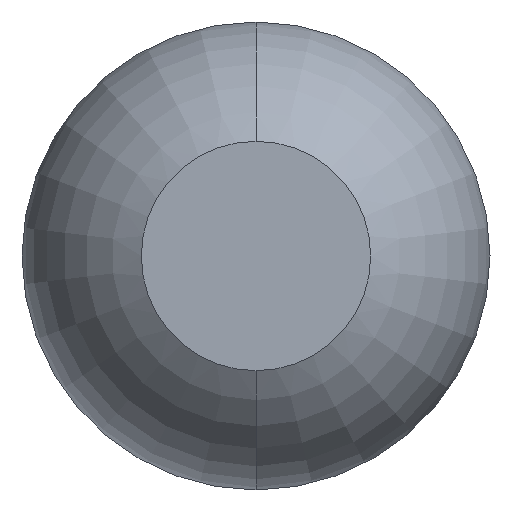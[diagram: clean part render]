
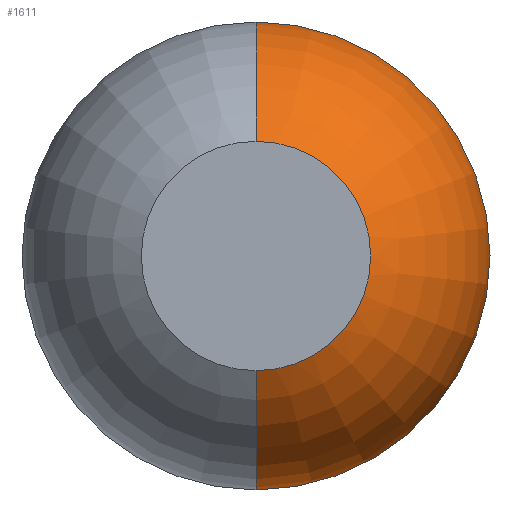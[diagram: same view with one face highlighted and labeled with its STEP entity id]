
A CAD part, front view. The second image highlights one B-rep face of the part: STEP entity #1611.
In plain terms, the highlighted toroidal (fillet/blend) face has major radius 0.01 mm and minor radius 0.5 mm.
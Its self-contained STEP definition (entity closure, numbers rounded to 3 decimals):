
#44 = VERTEX_POINT ( 'NONE', #1494 ) ;
#54 = DIRECTION ( 'NONE',  ( -1., 0., 0. ) ) ;
#374 = DIRECTION ( 'NONE',  ( 0., 0., 1. ) ) ;
#391 = EDGE_LOOP ( 'NONE', ( #3767, #479, #495, #3592 ) ) ;
#399 = CARTESIAN_POINT ( 'NONE',  ( 0., -27.4, 0.25 ) ) ;
#416 = DIRECTION ( 'NONE',  ( 0., 0., -1. ) ) ;
#428 = CIRCLE ( 'NONE', #582, 0.5 ) ;
#449 = VERTEX_POINT ( 'NONE', #399 ) ;
#479 = ORIENTED_EDGE ( 'NONE', *, *, #1228, .T. ) ;
#495 = ORIENTED_EDGE ( 'NONE', *, *, #2750, .F. ) ;
#540 = EDGE_CURVE ( 'Defeature ausgef�hrt1_17+Defeature ausgef�hrt1_5+Defeature ausgef�hrt1_5+Defeature ausgef�hrt1_5', #1934, #449, #594, .T. ) ;
#582 = AXIS2_PLACEMENT_3D ( 'NONE', #3705, #1779, #1021 ) ;
#594 = CIRCLE ( 'NONE', #871, 0.25 ) ;
#606 = DIRECTION ( 'NONE',  ( 0., 0., 1. ) ) ;
#871 = AXIS2_PLACEMENT_3D ( 'NONE', #3050, #984, #416 ) ;
#923 = DIRECTION ( 'NONE',  ( 0., 1., 0. ) ) ;
#984 = DIRECTION ( 'NONE',  ( 0., -1., 0. ) ) ;
#1021 = DIRECTION ( 'NONE',  ( 0., 0., -1. ) ) ;
#1210 = CARTESIAN_POINT ( 'NONE',  ( 0., -26.961, 0.01 ) ) ;
#1228 = EDGE_CURVE ( 'NONE', #1934, #44, #428, .T. ) ;
#1266 = CARTESIAN_POINT ( 'NONE',  ( 0., -26.961, 0. ) ) ;
#1313 = CIRCLE ( 'NONE', #2181, 0.51 ) ;
#1494 = CARTESIAN_POINT ( 'NONE',  ( 0., -26.961, -0.51 ) ) ;
#1545 = CARTESIAN_POINT ( 'NONE',  ( 0., -27.4, -0.25 ) ) ;
#1611 = ADVANCED_FACE ( 'Defeature ausgef�hrt1_5', ( #3544 ), #2543, .T. ) ;
#1779 = DIRECTION ( 'NONE',  ( 1., 0., 0. ) ) ;
#1801 = DIRECTION ( 'NONE',  ( 0., 1., 0. ) ) ;
#1802 = CARTESIAN_POINT ( 'NONE',  ( 0., -26.961, 0. ) ) ;
#1934 = VERTEX_POINT ( 'NONE', #1545 ) ;
#2181 = AXIS2_PLACEMENT_3D ( 'NONE', #1266, #1801, #374 ) ;
#2311 = AXIS2_PLACEMENT_3D ( 'NONE', #1802, #923, #3541 ) ;
#2543 = TOROIDAL_SURFACE ( 'NONE', #2311, 0.01, 0.5 ) ;
#2588 = CIRCLE ( 'NONE', #3434, 0.5 ) ;
#2750 = EDGE_CURVE ( 'Defeature ausgef�hrt1_6+Defeature ausgef�hrt1_5+Defeature ausgef�hrt1_5+Defeature ausgef�hrt1_5', #3374, #44, #1313, .T. ) ;
#2976 = CARTESIAN_POINT ( 'NONE',  ( 0., -26.961, 0.51 ) ) ;
#3050 = CARTESIAN_POINT ( 'NONE',  ( 0., -27.4, 0. ) ) ;
#3286 = EDGE_CURVE ( 'NONE', #449, #3374, #2588, .T. ) ;
#3374 = VERTEX_POINT ( 'NONE', #2976 ) ;
#3434 = AXIS2_PLACEMENT_3D ( 'NONE', #1210, #54, #606 ) ;
#3541 = DIRECTION ( 'NONE',  ( 0., 0., 1. ) ) ;
#3544 = FACE_OUTER_BOUND ( 'NONE', #391, .T. ) ;
#3592 = ORIENTED_EDGE ( 'NONE', *, *, #3286, .F. ) ;
#3705 = CARTESIAN_POINT ( 'NONE',  ( 0., -26.961, -0.01 ) ) ;
#3767 = ORIENTED_EDGE ( 'NONE', *, *, #540, .F. ) ;
